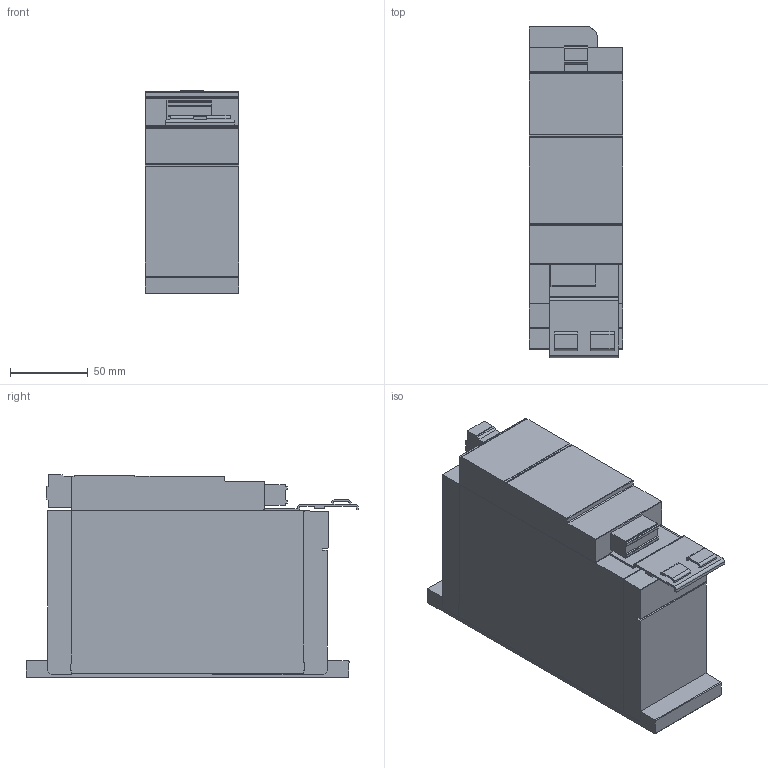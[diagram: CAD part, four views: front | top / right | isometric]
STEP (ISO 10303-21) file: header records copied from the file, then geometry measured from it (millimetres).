
FILE_DESCRIPTION(/* description */ (''),/* implementation_level */ '2;1');
FILE_NAME(/* name */ '3d_0_75kW400÷480VAC50_60Hz-VLB30007A480.stp',/* time_stamp */ '2016-09-07T14:50:19+02:00',/* author */ ('Andrzej'),/* organization */ (''),/* preprocessor_version */ 'ST-DEVELOPER v15.5',/* originating_system */ 'AutoCAD Mechanical',/* authorisation */ '');
FILE_SCHEMA (('AUTOMOTIVE_DESIGN { 1 0 10303 214 3 1 1 }'));
Length unit declared in the file: millimetre
Products named in the file (1): Product
Bounding box: 60 x 213.73 x 131.3 mm (x, y, z)
Volume: 1353513.3 mm3; surface area: 159407 mm2
Topology: 10 solids, 10 shells, 183 faces, 1250 edges, 1776 vertices
Faces by surface type: plane 146, cylinder 37
Entity records: 11124 total; most frequent: CARTESIAN_POINT 3312, DIRECTION 1791, LINE 1073, VECTOR 1073, ORIENTED_EDGE 974, TRIMMED_CURVE 763, EDGE_CURVE 487, AXIS2_PLACEMENT_3D 359
